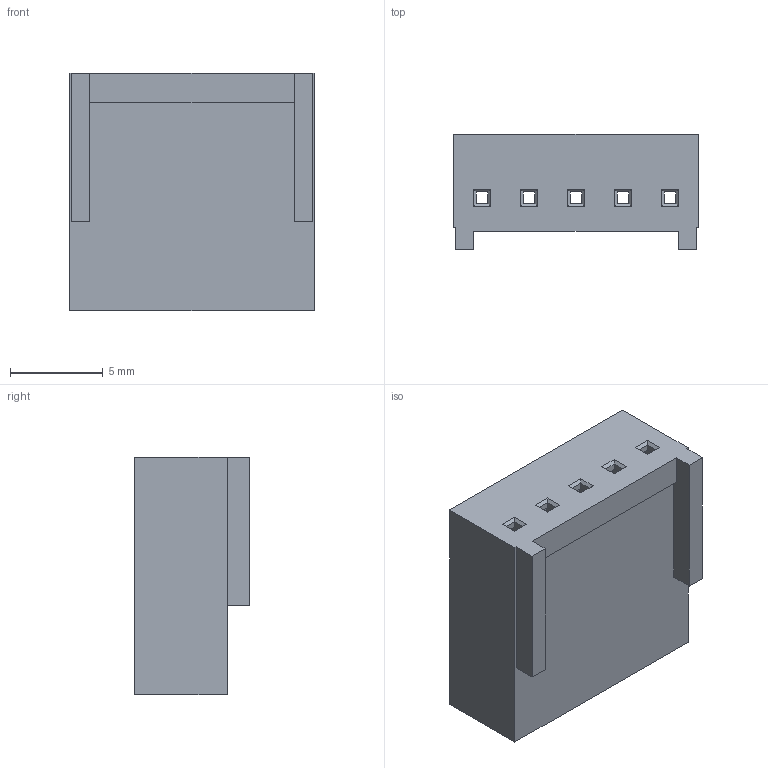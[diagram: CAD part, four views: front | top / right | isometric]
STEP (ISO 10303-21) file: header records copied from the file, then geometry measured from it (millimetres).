
FILE_DESCRIPTION( ( 'Unknown' ), '1' );
FILE_NAME( '61900511621.stp', 'Unknown', ( 'Unknown' ), ( 'Unknown' ), 'PSStep 18.0.17', 'Unknown', ' ' );
FILE_SCHEMA( ( 'AUTOMOTIVE_DESIGN { 1 0 10303 214 1 1 1 1 }' ) );
Length unit declared in the file: millimetre
Products named in the file (2): Assem1; 61900511621
Assembly tree (1 placements, depth 2):
  Assem1
    61900511621
Bounding box: 13.22 x 6.2 x 12.85 mm (x, y, z)
Volume: 444.3 mm3; surface area: 1348 mm2
Topology: 1 solids, 1 shells, 181 faces, 502 edges, 328 vertices
Faces by surface type: plane 181
Entity records: 7162 total; most frequent: CARTESIAN_POINT 1013, ORIENTED_EDGE 1004, DIRECTION 868, EDGE_CURVE 502, LINE 502, VECTOR 502, VERTEX_POINT 328, EDGE_LOOP 206
